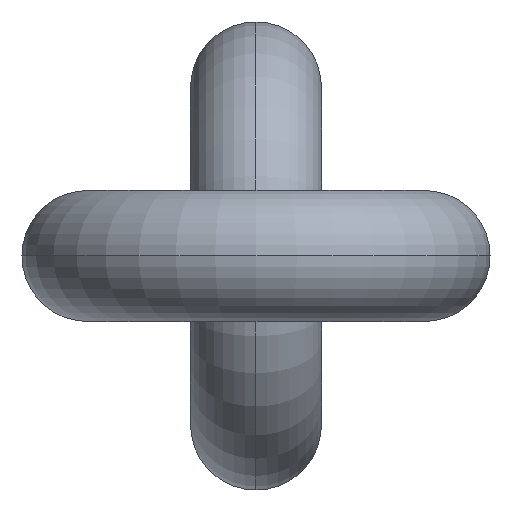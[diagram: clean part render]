
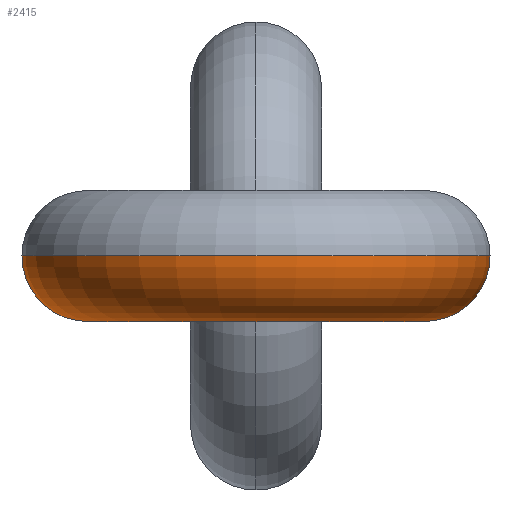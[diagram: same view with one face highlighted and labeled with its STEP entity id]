
A CAD part, front view. The second image highlights one B-rep face of the part: STEP entity #2415.
In plain terms, the highlighted toroidal (fillet/blend) face has major radius 9 mm and minor radius 3.5 mm.
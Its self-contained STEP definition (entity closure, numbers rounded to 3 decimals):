
#284 = VERTEX_POINT ( 'NONE', #6055 ) ;
#351 = TOROIDAL_SURFACE ( 'NONE', #10801, 9., 3.5 ) ;
#1118 = DIRECTION ( 'NONE',  ( -1., 0., 0. ) ) ;
#1284 = DIRECTION ( 'NONE',  ( 0., 0., -1. ) ) ;
#1303 = CARTESIAN_POINT ( 'NONE',  ( 21.5, -5., 0. ) ) ;
#1577 = FACE_OUTER_BOUND ( 'NONE', #9580, .T. ) ;
#1580 = EDGE_CURVE ( 'NONE', #5117, #284, #2801, .T. ) ;
#2018 = AXIS2_PLACEMENT_3D ( 'NONE', #12606, #6048, #13748 ) ;
#2415 = ADVANCED_FACE ( 'NONE', ( #1577 ), #351, .T. ) ;
#2801 = CIRCLE ( 'NONE', #8948, 5.5 ) ;
#3413 = CIRCLE ( 'NONE', #2018, 3.5 ) ;
#3552 = AXIS2_PLACEMENT_3D ( 'NONE', #5334, #13212, #5525 ) ;
#3999 = DIRECTION ( 'NONE',  ( 0., -1., 0. ) ) ;
#4144 = CARTESIAN_POINT ( 'NONE',  ( 18., -5., 0. ) ) ;
#5117 = VERTEX_POINT ( 'NONE', #13131 ) ;
#5334 = CARTESIAN_POINT ( 'NONE',  ( 9., -5., 0. ) ) ;
#5525 = DIRECTION ( 'NONE',  ( -1., 0., 0. ) ) ;
#6048 = DIRECTION ( 'NONE',  ( 0., 1., 0. ) ) ;
#6055 = CARTESIAN_POINT ( 'NONE',  ( 3.5, -5., 0. ) ) ;
#6058 = ORIENTED_EDGE ( 'NONE', *, *, #7655, .F. ) ;
#6104 = EDGE_CURVE ( 'NONE', #6790, #8187, #12829, .T. ) ;
#6790 = VERTEX_POINT ( 'NONE', #1303 ) ;
#7177 = ORIENTED_EDGE ( 'NONE', *, *, #6104, .T. ) ;
#7268 = DIRECTION ( 'NONE',  ( 0., 0., 1. ) ) ;
#7655 = EDGE_CURVE ( 'NONE', #284, #8187, #3413, .T. ) ;
#8187 = VERTEX_POINT ( 'NONE', #9233 ) ;
#8652 = DIRECTION ( 'NONE',  ( 0., 0., -1. ) ) ;
#8948 = AXIS2_PLACEMENT_3D ( 'NONE', #13135, #8652, #1118 ) ;
#9233 = CARTESIAN_POINT ( 'NONE',  ( -3.5, -5., 0. ) ) ;
#9473 = CIRCLE ( 'NONE', #10129, 3.5 ) ;
#9580 = EDGE_LOOP ( 'NONE', ( #10308, #7177, #6058, #12676 ) ) ;
#10129 = AXIS2_PLACEMENT_3D ( 'NONE', #4144, #3999, #7268 ) ;
#10308 = ORIENTED_EDGE ( 'NONE', *, *, #12739, .T. ) ;
#10801 = AXIS2_PLACEMENT_3D ( 'NONE', #12184, #1284, #12536 ) ;
#12184 = CARTESIAN_POINT ( 'NONE',  ( 9., -5., 0. ) ) ;
#12536 = DIRECTION ( 'NONE',  ( -1., 0., 0. ) ) ;
#12606 = CARTESIAN_POINT ( 'NONE',  ( 0., -5., 0. ) ) ;
#12676 = ORIENTED_EDGE ( 'NONE', *, *, #1580, .F. ) ;
#12739 = EDGE_CURVE ( 'NONE', #5117, #6790, #9473, .T. ) ;
#12829 = CIRCLE ( 'NONE', #3552, 12.5 ) ;
#13131 = CARTESIAN_POINT ( 'NONE',  ( 14.5, -5., 0. ) ) ;
#13135 = CARTESIAN_POINT ( 'NONE',  ( 9., -5., 0. ) ) ;
#13212 = DIRECTION ( 'NONE',  ( 0., 0., -1. ) ) ;
#13748 = DIRECTION ( 'NONE',  ( 0., 0., 1. ) ) ;
